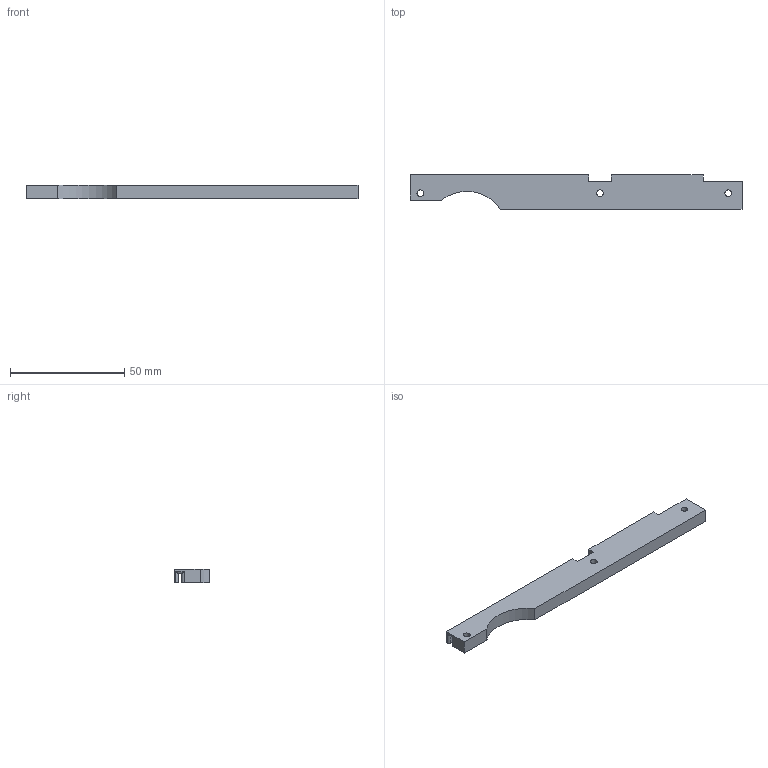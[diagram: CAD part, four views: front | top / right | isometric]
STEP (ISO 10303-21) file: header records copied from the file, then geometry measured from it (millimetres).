
FILE_DESCRIPTION(/* description */ (''),/* implementation_level */ '2;1');
FILE_NAME(/* name */ 'Tape Guide B.step',/* time_stamp */ '2018-03-12T15:15:36+01:00',/* author */ (''),/* organization */ (''),/* preprocessor_version */ 'ST-DEVELOPER v16.13',/* originating_system */ 'Autodesk Translation Framework v6.5.0.72',/* authorisation */ '');
FILE_SCHEMA (('AUTOMOTIVE_DESIGN { 1 0 10303 214 3 1 1 }'));
Length unit declared in the file: millimetre
Products named in the file (1): Tape Guide B
Bounding box: 145 x 15.05 x 6 mm (x, y, z)
Volume: 10495.8 mm3; surface area: 6775.4 mm2
Topology: 1 solids, 1 shells, 25 faces, 71 edges, 48 vertices
Faces by surface type: plane 18, cylinder 7
Full cylindrical faces by diameter (mm): 2.9 x3
Entity records: 860 total; most frequent: CARTESIAN_POINT 145, ORIENTED_EDGE 142, DIRECTION 137, EDGE_CURVE 71, LINE 57, VECTOR 57, VERTEX_POINT 48, AXIS2_PLACEMENT_3D 40
